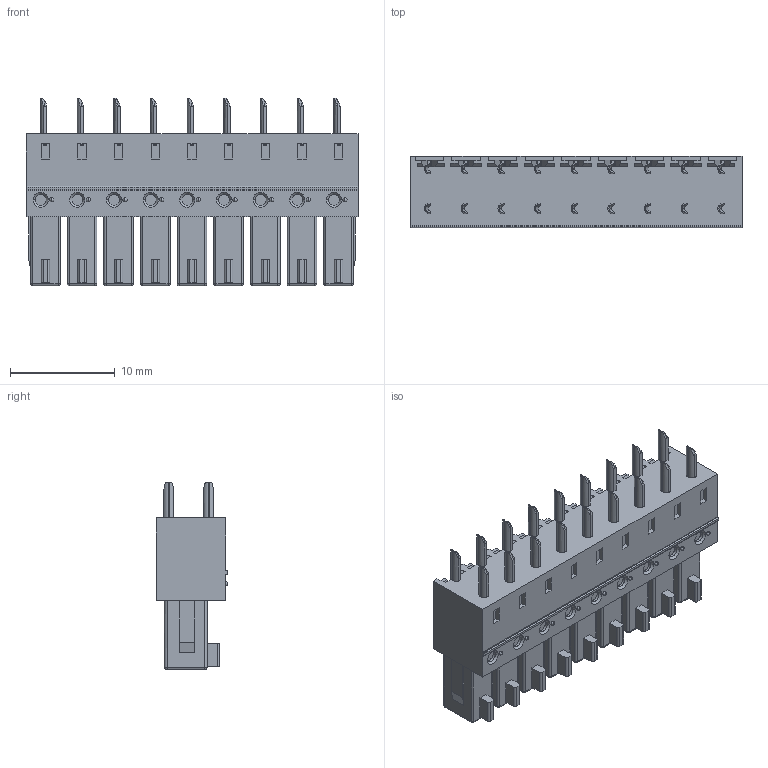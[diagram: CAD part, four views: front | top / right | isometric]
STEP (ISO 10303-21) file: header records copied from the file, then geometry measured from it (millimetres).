
FILE_DESCRIPTION((''),'2;1');
FILE_NAME('WJ15EDGB-350','2017-03-02T',('QZY'),(''),'CREO PARAMETRIC BY PTC INC, 2014440','CREO PARAMETRIC BY PTC INC, 2014440','');
FILE_SCHEMA(('CONFIG_CONTROL_DESIGN'));
Length unit declared in the file: millimetre
Products named in the file (1): WJ15EDGB-350
Bounding box: 31.7 x 6.85 x 17.9 mm (x, y, z)
Volume: 2040 mm3; surface area: 3333.4 mm2
Topology: 1 solids, 1 shells, 1703 faces, 4158 edges, 2511 vertices
Faces by surface type: plane 1053, cylinder 407, cone 108, bspline 63, sphere 54, torus 18
Entity records: 54252 total; most frequent: CARTESIAN_POINT 11819, ORIENTED_EDGE 8244, DIRECTION 7964, EDGE_CURVE 4122, VECTOR 2804, LINE 2804, AXIS2_PLACEMENT_3D 2580, VERTEX_POINT 2511
